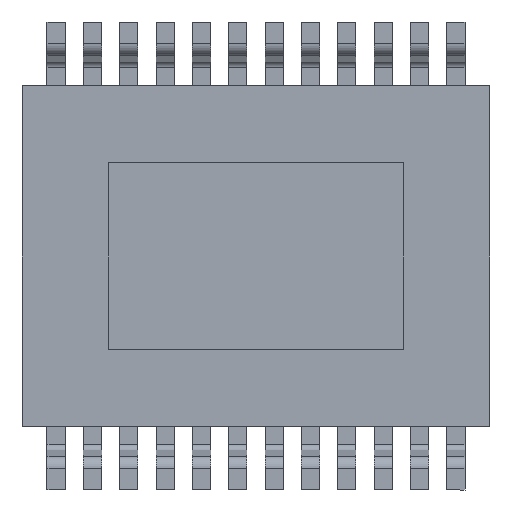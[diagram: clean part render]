
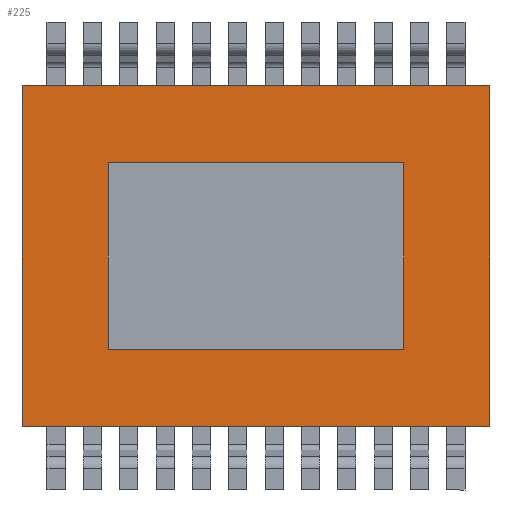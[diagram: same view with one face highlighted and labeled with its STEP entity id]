
A CAD part, front view. The second image highlights one B-rep face of the part: STEP entity #225.
In plain terms, the highlighted planar face has unit normal (0, -1, 0).
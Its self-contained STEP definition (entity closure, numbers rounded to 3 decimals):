
#77 = CARTESIAN_POINT ( 'NONE',  ( -5.15, 0.1, 3.75 ) ) ;
#98 = ORIENTED_EDGE ( 'NONE', *, *, #874, .F. ) ;
#129 = VERTEX_POINT ( 'NONE', #1438 ) ;
#134 = DIRECTION ( 'NONE',  ( 0., 0., -1. ) ) ;
#193 = EDGE_CURVE ( 'NONE', #129, #1507, #844, .T. ) ;
#206 = CARTESIAN_POINT ( 'NONE',  ( 5.15, 0.1, 3.75 ) ) ;
#225 = ADVANCED_FACE ( 'NONE', ( #1648 ), #1384, .T. ) ;
#291 = DIRECTION ( 'NONE',  ( 0., -1., 0. ) ) ;
#411 = VECTOR ( 'NONE', #683, 1000. ) ;
#416 = VECTOR ( 'NONE', #622, 1000. ) ;
#461 = VECTOR ( 'NONE', #648, 1000. ) ;
#521 = EDGE_LOOP ( 'NONE', ( #1058, #1644, #1293, #98 ) ) ;
#528 = CARTESIAN_POINT ( 'NONE',  ( -5.15, 0.1, 3.75 ) ) ;
#582 = VERTEX_POINT ( 'NONE', #1729 ) ;
#622 = DIRECTION ( 'NONE',  ( -1., 0., 0. ) ) ;
#645 = EDGE_CURVE ( 'NONE', #1507, #1421, #1329, .T. ) ;
#648 = DIRECTION ( 'NONE',  ( 0., 0., -1. ) ) ;
#683 = DIRECTION ( 'NONE',  ( 0., 0., 1. ) ) ;
#734 = VECTOR ( 'NONE', #1604, 1000. ) ;
#844 = LINE ( 'NONE', #1263, #411 ) ;
#874 = EDGE_CURVE ( 'NONE', #582, #129, #1686, .T. ) ;
#1058 = ORIENTED_EDGE ( 'NONE', *, *, #1474, .F. ) ;
#1100 = CARTESIAN_POINT ( 'NONE',  ( 5.15, 0.1, -3.75 ) ) ;
#1168 = LINE ( 'NONE', #206, #461 ) ;
#1185 = CARTESIAN_POINT ( 'NONE',  ( 5.15, 0.1, 3.75 ) ) ;
#1263 = CARTESIAN_POINT ( 'NONE',  ( -5.15, 0.1, 3.75 ) ) ;
#1271 = CARTESIAN_POINT ( 'NONE',  ( -5.15, 0.1, -3.75 ) ) ;
#1293 = ORIENTED_EDGE ( 'NONE', *, *, #193, .F. ) ;
#1309 = AXIS2_PLACEMENT_3D ( 'NONE', #1100, #291, #134 ) ;
#1329 = LINE ( 'NONE', #77, #734 ) ;
#1384 = PLANE ( 'NONE',  #1309 ) ;
#1421 = VERTEX_POINT ( 'NONE', #1185 ) ;
#1438 = CARTESIAN_POINT ( 'NONE',  ( -5.15, 0.1, -3.75 ) ) ;
#1474 = EDGE_CURVE ( 'NONE', #1421, #582, #1168, .T. ) ;
#1507 = VERTEX_POINT ( 'NONE', #528 ) ;
#1604 = DIRECTION ( 'NONE',  ( 1., 0., 0. ) ) ;
#1644 = ORIENTED_EDGE ( 'NONE', *, *, #645, .F. ) ;
#1648 = FACE_OUTER_BOUND ( 'NONE', #521, .T. ) ;
#1686 = LINE ( 'NONE', #1271, #416 ) ;
#1729 = CARTESIAN_POINT ( 'NONE',  ( 5.15, 0.1, -3.75 ) ) ;
